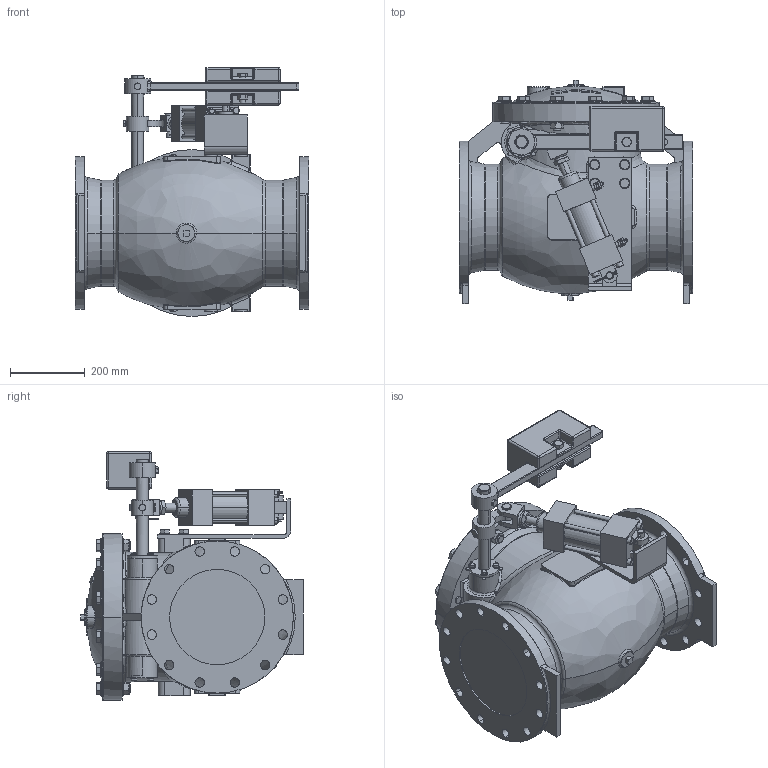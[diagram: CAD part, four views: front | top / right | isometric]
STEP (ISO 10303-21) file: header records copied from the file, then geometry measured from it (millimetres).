
FILE_DESCRIPTION((''),'2;1');
FILE_NAME('7810AC_SW0001','2023-11-02T09:53:55',('jlesh'),(''),'CREO PARAMETRIC BY PTC INC, 2023072','CREO PARAMETRIC BY PTC INC, 2023072','');
FILE_SCHEMA(('AUTOMOTIVE_DESIGN { 1 0 10303 214 1 1 1 1 }'));
Products named in the file (1): 7810AC_SW0001
Bounding box: 622 x 594.68 x 664 mm (x, y, z)
Volume: 86566093.7 mm3; surface area: 2211747.4 mm2
Topology: 4 solids, 5 shells, 1812 faces, 4303 edges, 2616 vertices
Faces by surface type: plane 730, cylinder 508, cone 336, torus 114, bspline 101, sphere 23
Entity records: 73975 total; most frequent: CARTESIAN_POINT 28708, DIRECTION 8606, ORIENTED_EDGE 8578, EDGE_CURVE 4289, AXIS2_PLACEMENT_3D 3471, VERTEX_POINT 2616, EDGE_LOOP 2061, FACE_OUTER_BOUND 1812
